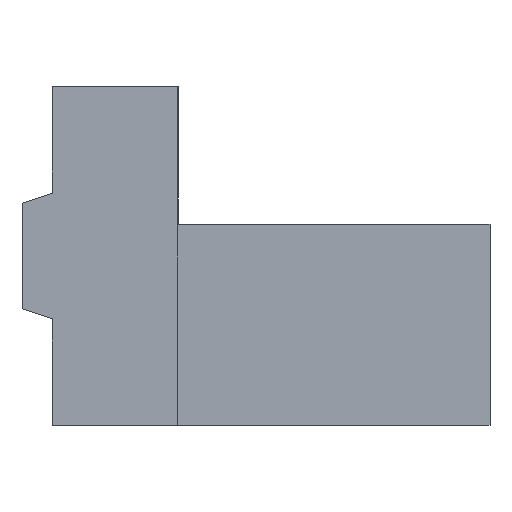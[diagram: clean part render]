
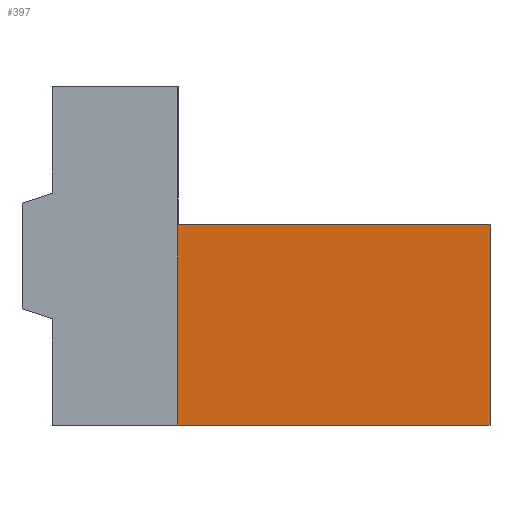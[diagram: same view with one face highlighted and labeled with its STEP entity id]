
A CAD part, front view. The second image highlights one B-rep face of the part: STEP entity #397.
In plain terms, the highlighted planar face has unit normal (0, -1, 0).
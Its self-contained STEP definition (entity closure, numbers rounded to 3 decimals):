
#40=FACE_OUTER_BOUND('',#62,.T.);
#62=EDGE_LOOP('',(#308,#309,#310,#311));
#104=LINE('',#621,#152);
#105=LINE('',#623,#153);
#106=LINE('',#625,#154);
#107=LINE('',#626,#155);
#152=VECTOR('',#509,10.);
#153=VECTOR('',#510,10.);
#154=VECTOR('',#511,10.);
#155=VECTOR('',#512,10.);
#197=VERTEX_POINT('',#619);
#198=VERTEX_POINT('',#620);
#199=VERTEX_POINT('',#622);
#200=VERTEX_POINT('',#624);
#241=EDGE_CURVE('',#197,#198,#104,.T.);
#242=EDGE_CURVE('',#199,#198,#105,.T.);
#243=EDGE_CURVE('',#200,#199,#106,.T.);
#244=EDGE_CURVE('',#200,#197,#107,.T.);
#308=ORIENTED_EDGE('',*,*,#241,.T.);
#309=ORIENTED_EDGE('',*,*,#242,.F.);
#310=ORIENTED_EDGE('',*,*,#243,.F.);
#311=ORIENTED_EDGE('',*,*,#244,.T.);
#378=PLANE('',#436);
#397=ADVANCED_FACE('',(#40),#378,.T.);
#436=AXIS2_PLACEMENT_3D('',#618,#507,#508);
#507=DIRECTION('center_axis',(0.,-1.,0.));
#508=DIRECTION('ref_axis',(0.,0.,-1.));
#509=DIRECTION('',(0.,0.,1.));
#510=DIRECTION('',(1.,0.,0.));
#511=DIRECTION('',(0.,0.,1.));
#512=DIRECTION('',(1.,0.,0.));
#618=CARTESIAN_POINT('Origin',(45.,212.93,11.268));
#619=CARTESIAN_POINT('',(57.4,212.93,3.268));
#620=CARTESIAN_POINT('',(57.4,212.93,11.268));
#621=CARTESIAN_POINT('',(57.4,212.93,9.268));
#622=CARTESIAN_POINT('',(45.,212.93,11.268));
#623=CARTESIAN_POINT('',(45.,212.93,11.268));
#624=CARTESIAN_POINT('',(45.,212.93,3.268));
#625=CARTESIAN_POINT('',(45.,212.93,10.634));
#626=CARTESIAN_POINT('',(45.,212.93,3.268));
